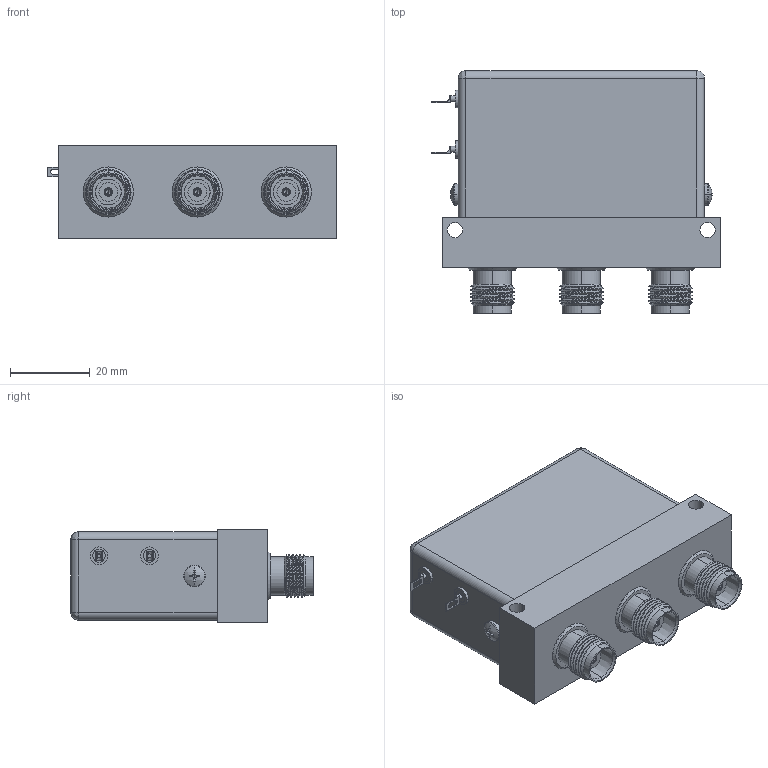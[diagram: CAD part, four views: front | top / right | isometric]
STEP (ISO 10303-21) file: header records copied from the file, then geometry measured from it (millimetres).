
FILE_DESCRIPTION (( 'STEP AP203' ), '1' );
FILE_NAME ('PE71S6508_3D.STEP', '2022-05-05T18:44:41', ( '' ), ( '' ), 'SwSTEP 2.0', 'SolidWorks 2021', '' );
FILE_SCHEMA (( 'CONFIG_CONTROL_DESIGN' ));
Length unit declared in the file: inch
Products named in the file (6): TNC_1^PE71S6508; PE71S6508_3D; A12075Y04_-401_1^PE71S6508; R040691-e360_-03_1^PE71S6508; B12021003_1^PE71S6508; R12053-e360_-21_1^PE71S6508
Assembly tree (9 placements, depth 2):
  PE71S6508_3D
    B12021003_1^PE71S6508
    R12053-e360_-21_1^PE71S6508
    R040691-e360_-03_1^PE71S6508  x2
    A12075Y04_-401_1^PE71S6508  x2
    TNC_1^PE71S6508  x3
Bounding box: 72.5 x 61.04 x 23.37 mm (x, y, z)
Volume: 24502 mm3; surface area: 26439.2 mm2
Topology: 15 solids, 15 shells, 670 faces, 1686 edges, 1086 vertices
Faces by surface type: plane 335, cylinder 182, bspline 92, cone 61
Entity records: 18673 total; most frequent: CARTESIAN_POINT 7407, ORIENTED_EDGE 2280, DIRECTION 1963, EDGE_CURVE 1140, LINE 777, VECTOR 777, VERTEX_POINT 744, AXIS2_PLACEMENT_3D 593
